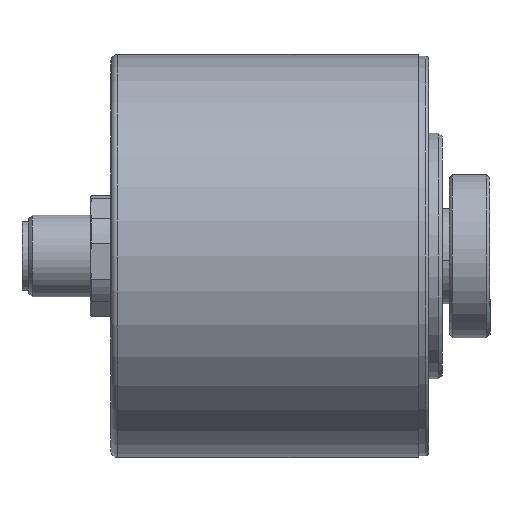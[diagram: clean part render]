
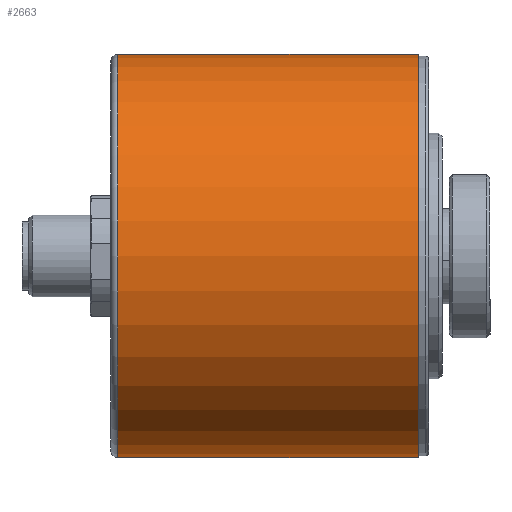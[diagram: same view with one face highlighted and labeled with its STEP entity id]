
A CAD part, left-side view. The second image highlights one B-rep face of the part: STEP entity #2663.
In plain terms, the highlighted cylindrical face has radius 29.5 mm (diameter 59 mm), a partial arc.
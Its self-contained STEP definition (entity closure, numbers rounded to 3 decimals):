
#29 = EDGE_CURVE ( 'NONE', #3062, #4382, #4357, .T. ) ;
#90 = VECTOR ( 'NONE', #3903, 1000. ) ;
#345 = CARTESIAN_POINT ( 'NONE',  ( 0., 43.462, 0. ) ) ;
#692 = LINE ( 'NONE', #3176, #90 ) ;
#697 = EDGE_LOOP ( 'NONE', ( #1157, #3759, #3786, #1169 ) ) ;
#770 = DIRECTION ( 'NONE',  ( 0., 0., 1. ) ) ;
#1047 = DIRECTION ( 'NONE',  ( 0., 1., 0. ) ) ;
#1106 = CARTESIAN_POINT ( 'NONE',  ( 0., 3.5, 29.5 ) ) ;
#1157 = ORIENTED_EDGE ( 'NONE', *, *, #3039, .F. ) ;
#1168 = CARTESIAN_POINT ( 'NONE',  ( 0., 47.5, 0. ) ) ;
#1169 = ORIENTED_EDGE ( 'NONE', *, *, #1995, .T. ) ;
#1178 = VERTEX_POINT ( 'NONE', #3404 ) ;
#1195 = DIRECTION ( 'NONE',  ( 0., 0., -1. ) ) ;
#1276 = DIRECTION ( 'NONE',  ( 0., 1., 0. ) ) ;
#1415 = EDGE_CURVE ( 'NONE', #2782, #3062, #3524, .T. ) ;
#1995 = EDGE_CURVE ( 'NONE', #4382, #1178, #3339, .T. ) ;
#2073 = FACE_OUTER_BOUND ( 'NONE', #697, .T. ) ;
#2245 = AXIS2_PLACEMENT_3D ( 'NONE', #1168, #4318, #1195 ) ;
#2263 = AXIS2_PLACEMENT_3D ( 'NONE', #345, #2526, #3260 ) ;
#2452 = CARTESIAN_POINT ( 'NONE',  ( 0., 47.5, 29.5 ) ) ;
#2465 = VECTOR ( 'NONE', #1276, 1000. ) ;
#2501 = AXIS2_PLACEMENT_3D ( 'NONE', #4242, #1047, #770 ) ;
#2526 = DIRECTION ( 'NONE',  ( 0., 1., 0. ) ) ;
#2663 = ADVANCED_FACE ( 'NONE', ( #2073 ), #3465, .T. ) ;
#2782 = VERTEX_POINT ( 'NONE', #4105 ) ;
#3039 = EDGE_CURVE ( 'NONE', #2782, #1178, #692, .T. ) ;
#3062 = VERTEX_POINT ( 'NONE', #1106 ) ;
#3176 = CARTESIAN_POINT ( 'NONE',  ( 0., 43.462, -29.5 ) ) ;
#3260 = DIRECTION ( 'NONE',  ( 0., 0., 1. ) ) ;
#3339 = CIRCLE ( 'NONE', #2245, 29.5 ) ;
#3386 = CARTESIAN_POINT ( 'NONE',  ( 0., 43.462, 29.5 ) ) ;
#3404 = CARTESIAN_POINT ( 'NONE',  ( 0., 47.5, -29.5 ) ) ;
#3465 = CYLINDRICAL_SURFACE ( 'NONE', #2263, 29.5 ) ;
#3524 = CIRCLE ( 'NONE', #2501, 29.5 ) ;
#3759 = ORIENTED_EDGE ( 'NONE', *, *, #1415, .T. ) ;
#3786 = ORIENTED_EDGE ( 'NONE', *, *, #29, .T. ) ;
#3903 = DIRECTION ( 'NONE',  ( 0., 1., 0. ) ) ;
#4105 = CARTESIAN_POINT ( 'NONE',  ( 0., 3.5, -29.5 ) ) ;
#4242 = CARTESIAN_POINT ( 'NONE',  ( 0., 3.5, 0. ) ) ;
#4318 = DIRECTION ( 'NONE',  ( 0., -1., 0. ) ) ;
#4357 = LINE ( 'NONE', #3386, #2465 ) ;
#4382 = VERTEX_POINT ( 'NONE', #2452 ) ;
